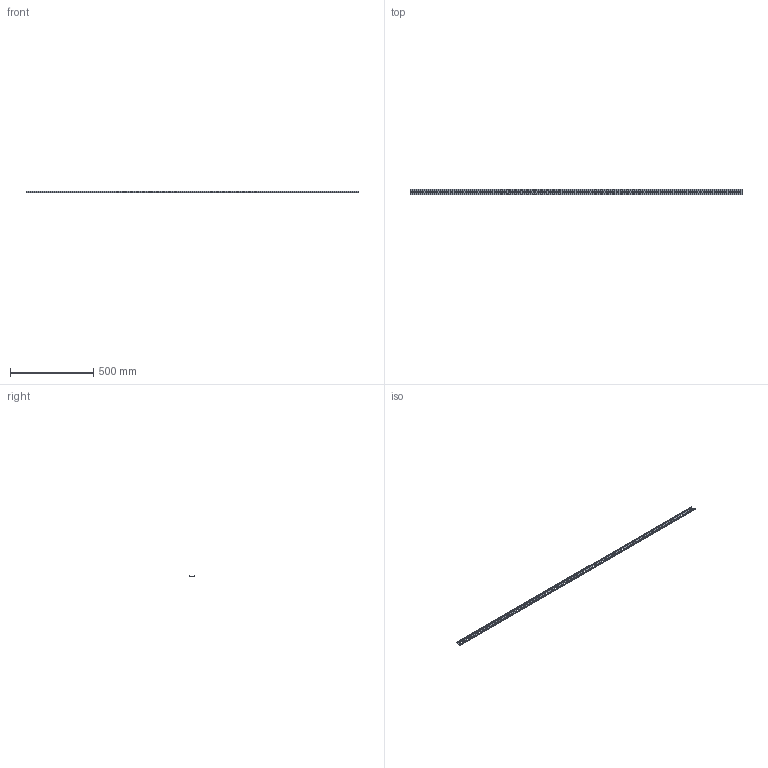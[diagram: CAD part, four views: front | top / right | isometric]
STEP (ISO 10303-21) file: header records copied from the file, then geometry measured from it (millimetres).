
FILE_DESCRIPTION(('CATIA V5 STEP Exchange','CAx-IF Rec.Pracs.--- Model Styling and Organization---1.4--- 2014-01-23'),'2;1');
FILE_NAME ('D1458314_1', '2024-01-10T11:48:56+00:00', ('none'), ('Weidmueller'), 'CATIA Version 5-6 Release 2016 SP3 HF44', 'CATIA V5 STEP AP214', 'none');
FILE_SCHEMA(('AUTOMOTIVE_DESIGN { 1 0 10303 214 1 1 1 1 }'));
Length unit declared in the file: millimetre
Products named in the file (1): 1879090000
Bounding box: 2000 x 35 x 7.5 mm (x, y, z)
Volume: 84512.7 mm3; surface area: 176461.1 mm2
Topology: 1 solids, 1 shells, 346 faces, 1032 edges, 688 vertices
Faces by surface type: plane 178, cylinder 168
Entity records: 10914 total; most frequent: ORIENTED_EDGE 2064, CARTESIAN_POINT 1939, DIRECTION 1388, EDGE_CURVE 1032, VECTOR 696, LINE 696, VERTEX_POINT 688, AXIS2_PLACEMENT_3D 511
